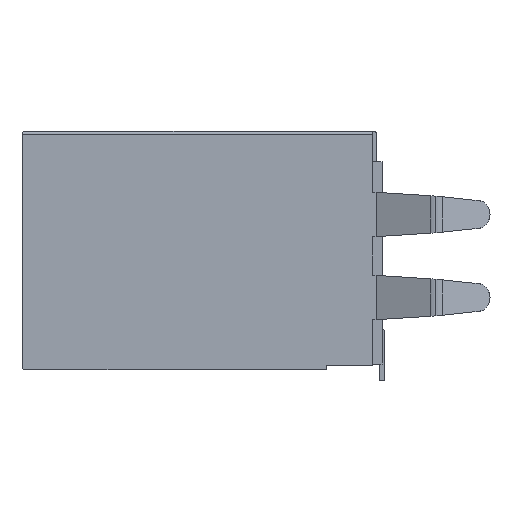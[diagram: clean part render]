
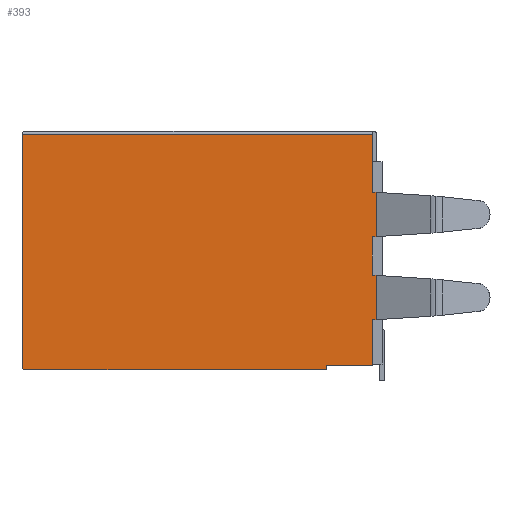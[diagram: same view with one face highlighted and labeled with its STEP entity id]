
A CAD part, left-side view. The second image highlights one B-rep face of the part: STEP entity #393.
In plain terms, the highlighted planar face has unit normal (-1, 0, 0).
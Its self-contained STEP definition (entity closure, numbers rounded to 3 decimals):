
#359 = ORIENTED_EDGE ( 'NONE', *, *, #360, .F. ) ;
#360 = EDGE_CURVE ( 'NONE', #361, #445, #3351, .T. ) ;
#361 = VERTEX_POINT ( 'NONE', #3347 ) ;
#362 = ORIENTED_EDGE ( 'NONE', *, *, #363, .F. ) ;
#363 = EDGE_CURVE ( 'NONE', #2228, #361, #3346, .T. ) ;
#364 = ORIENTED_EDGE ( 'NONE', *, *, #2215, .F. ) ;
#365 = ORIENTED_EDGE ( 'NONE', *, *, #366, .T. ) ;
#366 = EDGE_CURVE ( 'NONE', #2213, #367, #3342, .T. ) ;
#367 = VERTEX_POINT ( 'NONE', #3338 ) ;
#368 = ORIENTED_EDGE ( 'NONE', *, *, #389, .T. ) ;
#369 = ORIENTED_EDGE ( 'NONE', *, *, #370, .T. ) ;
#370 = EDGE_CURVE ( 'NONE', #387, #371, #3337, .T. ) ;
#371 = VERTEX_POINT ( 'NONE', #3332 ) ;
#372 = ORIENTED_EDGE ( 'NONE', *, *, #373, .F. ) ;
#373 = EDGE_CURVE ( 'NONE', #374, #371, #3331, .T. ) ;
#374 = VERTEX_POINT ( 'NONE', #3327 ) ;
#375 = ORIENTED_EDGE ( 'NONE', *, *, #376, .T. ) ;
#376 = EDGE_CURVE ( 'NONE', #374, #377, #3389, .T. ) ;
#377 = VERTEX_POINT ( 'NONE', #3385 ) ;
#378 = ORIENTED_EDGE ( 'NONE', *, *, #379, .F. ) ;
#379 = EDGE_CURVE ( 'NONE', #380, #377, #3384, .T. ) ;
#380 = VERTEX_POINT ( 'NONE', #3380 ) ;
#381 = ORIENTED_EDGE ( 'NONE', *, *, #441, .F. ) ;
#387 = VERTEX_POINT ( 'NONE', #3365 ) ;
#389 = EDGE_CURVE ( 'NONE', #390, #387, #3364, .T. ) ;
#390 = VERTEX_POINT ( 'NONE', #3360 ) ;
#393 = ADVANCED_FACE ( 'NONE', ( #3417 ), #3416, .F. ) ;
#394 = EDGE_LOOP ( 'NONE', ( #368, #369, #372, #375, #378, #381, #443, #359, #362, #364, #365, #427, #430, #432, #433 ) ) ;
#427 = ORIENTED_EDGE ( 'NONE', *, *, #428, .F. ) ;
#428 = EDGE_CURVE ( 'NONE', #429, #367, #3422, .T. ) ;
#429 = VERTEX_POINT ( 'NONE', #3481 ) ;
#430 = ORIENTED_EDGE ( 'NONE', *, *, #431, .F. ) ;
#431 = EDGE_CURVE ( 'NONE', #2322, #429, #3480, .T. ) ;
#432 = ORIENTED_EDGE ( 'NONE', *, *, #2312, .F. ) ;
#433 = ORIENTED_EDGE ( 'NONE', *, *, #434, .T. ) ;
#434 = EDGE_CURVE ( 'NONE', #2309, #390, #3476, .T. ) ;
#441 = EDGE_CURVE ( 'NONE', #442, #380, #3462, .T. ) ;
#442 = VERTEX_POINT ( 'NONE', #3458 ) ;
#443 = ORIENTED_EDGE ( 'NONE', *, *, #444, .T. ) ;
#444 = EDGE_CURVE ( 'NONE', #442, #445, #3457, .T. ) ;
#445 = VERTEX_POINT ( 'NONE', #3453 ) ;
#2213 = VERTEX_POINT ( 'NONE', #7023 ) ;
#2215 = EDGE_CURVE ( 'NONE', #2213, #2228, #7021, .T. ) ;
#2228 = VERTEX_POINT ( 'NONE', #7060 ) ;
#2309 = VERTEX_POINT ( 'NONE', #7268 ) ;
#2312 = EDGE_CURVE ( 'NONE', #2309, #2322, #7267, .T. ) ;
#2322 = VERTEX_POINT ( 'NONE', #7240 ) ;
#3327 = CARTESIAN_POINT ( 'NONE',  ( -7., 1.6, -8.4 ) ) ;
#3328 = DIRECTION ( 'NONE',  ( 0., 1., 0. ) ) ;
#3329 = VECTOR ( 'NONE', #3328, 1000. ) ;
#3330 = CARTESIAN_POINT ( 'NONE',  ( -7., 12.6, -8.4 ) ) ;
#3331 = LINE ( 'NONE', #3330, #3329 ) ;
#3332 = CARTESIAN_POINT ( 'NONE',  ( -7., 12.5, -8.4 ) ) ;
#3333 = DIRECTION ( 'NONE',  ( 0., 0., -1. ) ) ;
#3334 = DIRECTION ( 'NONE',  ( -1., 0., 0. ) ) ;
#3335 = CARTESIAN_POINT ( 'NONE',  ( -7., 12.5, -8.3 ) ) ;
#3336 = AXIS2_PLACEMENT_3D ( 'NONE', #3335, #3334, #3333 ) ;
#3337 = CIRCLE ( 'NONE', #3336, 0.1 ) ;
#3338 = CARTESIAN_POINT ( 'NONE',  ( -7., -0.185, -3.6 ) ) ;
#3339 = DIRECTION ( 'NONE',  ( 0., -1., 0. ) ) ;
#3340 = VECTOR ( 'NONE', #3339, 1000. ) ;
#3341 = CARTESIAN_POINT ( 'NONE',  ( -7., -0.185, -3.6 ) ) ;
#3342 = LINE ( 'NONE', #3341, #3340 ) ;
#3343 = DIRECTION ( 'NONE',  ( 0., -1., 0. ) ) ;
#3344 = VECTOR ( 'NONE', #3343, 1000. ) ;
#3345 = CARTESIAN_POINT ( 'NONE',  ( -7., -0.185, -5. ) ) ;
#3346 = LINE ( 'NONE', #3345, #3344 ) ;
#3347 = CARTESIAN_POINT ( 'NONE',  ( -7., -0.185, -5. ) ) ;
#3348 = DIRECTION ( 'NONE',  ( 0., 0., -1. ) ) ;
#3349 = VECTOR ( 'NONE', #3348, 1000. ) ;
#3350 = CARTESIAN_POINT ( 'NONE',  ( -7., -0.185, -5. ) ) ;
#3351 = LINE ( 'NONE', #3350, #3349 ) ;
#3360 = CARTESIAN_POINT ( 'NONE',  ( -7., 12.6, 0.1 ) ) ;
#3361 = DIRECTION ( 'NONE',  ( 0., 0., -1. ) ) ;
#3362 = VECTOR ( 'NONE', #3361, 1000. ) ;
#3363 = CARTESIAN_POINT ( 'NONE',  ( -7., 12.6, 0.2 ) ) ;
#3364 = LINE ( 'NONE', #3363, #3362 ) ;
#3365 = CARTESIAN_POINT ( 'NONE',  ( -7., 12.6, -8.3 ) ) ;
#3380 = CARTESIAN_POINT ( 'NONE',  ( -7., -0.05, -8.25 ) ) ;
#3381 = DIRECTION ( 'NONE',  ( 0., 1., 0. ) ) ;
#3382 = VECTOR ( 'NONE', #3381, 1000. ) ;
#3383 = CARTESIAN_POINT ( 'NONE',  ( -7., 12.6, -8.25 ) ) ;
#3384 = LINE ( 'NONE', #3383, #3382 ) ;
#3385 = CARTESIAN_POINT ( 'NONE',  ( -7., 1.6, -8.25 ) ) ;
#3386 = DIRECTION ( 'NONE',  ( 0., 0., 1. ) ) ;
#3387 = VECTOR ( 'NONE', #3386, 1000. ) ;
#3388 = CARTESIAN_POINT ( 'NONE',  ( -7., 1.6, -8.4 ) ) ;
#3389 = LINE ( 'NONE', #3388, #3387 ) ;
#3412 = DIRECTION ( 'NONE',  ( 0., 0., -1. ) ) ;
#3413 = DIRECTION ( 'NONE',  ( 1., 0., 0. ) ) ;
#3414 = CARTESIAN_POINT ( 'NONE',  ( -7., 12.6, 0.2 ) ) ;
#3415 = AXIS2_PLACEMENT_3D ( 'NONE', #3414, #3413, #3412 ) ;
#3416 = PLANE ( 'NONE',  #3415 ) ;
#3417 = FACE_OUTER_BOUND ( 'NONE', #394, .T. ) ;
#3422 = LINE ( 'NONE', #3484, #3483 ) ;
#3453 = CARTESIAN_POINT ( 'NONE',  ( -7., -0.185, -6.6 ) ) ;
#3454 = DIRECTION ( 'NONE',  ( 0., -1., 0. ) ) ;
#3455 = VECTOR ( 'NONE', #3454, 1000. ) ;
#3456 = CARTESIAN_POINT ( 'NONE',  ( -7., -0.185, -6.6 ) ) ;
#3457 = LINE ( 'NONE', #3456, #3455 ) ;
#3458 = CARTESIAN_POINT ( 'NONE',  ( -7., -0.05, -6.6 ) ) ;
#3459 = DIRECTION ( 'NONE',  ( 0., 0., -1. ) ) ;
#3460 = VECTOR ( 'NONE', #3459, 1000. ) ;
#3461 = CARTESIAN_POINT ( 'NONE',  ( -7., -0.05, 0.2 ) ) ;
#3462 = LINE ( 'NONE', #3461, #3460 ) ;
#3473 = DIRECTION ( 'NONE',  ( 0., 1., 0. ) ) ;
#3474 = VECTOR ( 'NONE', #3473, 1000. ) ;
#3475 = CARTESIAN_POINT ( 'NONE',  ( -7., 12.6, 0.1 ) ) ;
#3476 = LINE ( 'NONE', #3475, #3474 ) ;
#3477 = DIRECTION ( 'NONE',  ( 0., -1., 0. ) ) ;
#3478 = VECTOR ( 'NONE', #3477, 1000. ) ;
#3479 = CARTESIAN_POINT ( 'NONE',  ( -7., -0.185, -2. ) ) ;
#3480 = LINE ( 'NONE', #3479, #3478 ) ;
#3481 = CARTESIAN_POINT ( 'NONE',  ( -7., -0.185, -2. ) ) ;
#3482 = DIRECTION ( 'NONE',  ( 0., 0., -1. ) ) ;
#3483 = VECTOR ( 'NONE', #3482, 1000. ) ;
#3484 = CARTESIAN_POINT ( 'NONE',  ( -7., -0.185, -2. ) ) ;
#7018 = DIRECTION ( 'NONE',  ( 0., 0., -1. ) ) ;
#7019 = VECTOR ( 'NONE', #7018, 1000. ) ;
#7020 = CARTESIAN_POINT ( 'NONE',  ( -7., -0.05, 0.2 ) ) ;
#7021 = LINE ( 'NONE', #7020, #7019 ) ;
#7023 = CARTESIAN_POINT ( 'NONE',  ( -7., -0.05, -3.6 ) ) ;
#7060 = CARTESIAN_POINT ( 'NONE',  ( -7., -0.05, -5. ) ) ;
#7240 = CARTESIAN_POINT ( 'NONE',  ( -7., -0.05, -2. ) ) ;
#7264 = DIRECTION ( 'NONE',  ( 0., 0., -1. ) ) ;
#7265 = VECTOR ( 'NONE', #7264, 1000. ) ;
#7266 = CARTESIAN_POINT ( 'NONE',  ( -7., -0.05, 0.2 ) ) ;
#7267 = LINE ( 'NONE', #7266, #7265 ) ;
#7268 = CARTESIAN_POINT ( 'NONE',  ( -7., -0.05, 0.1 ) ) ;
